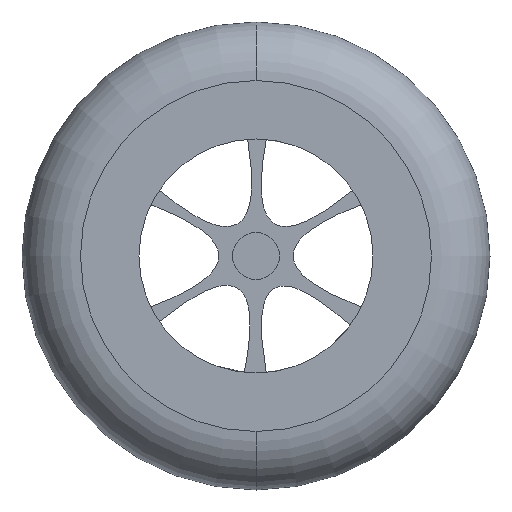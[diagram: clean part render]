
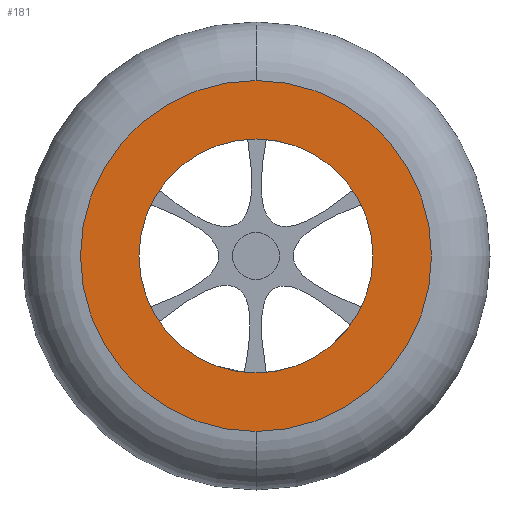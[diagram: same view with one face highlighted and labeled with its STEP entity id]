
A CAD part, front view. The second image highlights one B-rep face of the part: STEP entity #181.
In plain terms, the highlighted planar face has unit normal (0, -1, 0).
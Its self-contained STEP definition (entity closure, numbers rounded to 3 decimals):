
#4 = VERTEX_POINT ( 'NONE', #213 ) ;
#8 = AXIS2_PLACEMENT_3D ( 'NONE', #15, #21, #640 ) ;
#15 = CARTESIAN_POINT ( 'NONE',  ( 0., -5., 0. ) ) ;
#21 = DIRECTION ( 'NONE',  ( 0., 1., 0. ) ) ;
#24 = ORIENTED_EDGE ( 'NONE', *, *, #762, .F. ) ;
#36 = VERTEX_POINT ( 'NONE', #909 ) ;
#38 = DIRECTION ( 'NONE',  ( 0., 1., 0. ) ) ;
#56 = DIRECTION ( 'NONE',  ( 0., 0., 1. ) ) ;
#71 = CARTESIAN_POINT ( 'NONE',  ( 0., -5., -15. ) ) ;
#181 = ADVANCED_FACE ( 'NONE', ( #934, #527 ), #465, .T. ) ;
#197 = EDGE_LOOP ( 'NONE', ( #215, #850 ) ) ;
#213 = CARTESIAN_POINT ( 'NONE',  ( 0., -5., 15. ) ) ;
#215 = ORIENTED_EDGE ( 'NONE', *, *, #789, .T. ) ;
#273 = EDGE_CURVE ( 'NONE', #915, #4, #965, .T. ) ;
#356 = VERTEX_POINT ( 'NONE', #595 ) ;
#384 = CIRCLE ( 'NONE', #542, 10. ) ;
#418 = EDGE_LOOP ( 'NONE', ( #761, #24 ) ) ;
#465 = PLANE ( 'NONE',  #1001 ) ;
#500 = CARTESIAN_POINT ( 'NONE',  ( 0., -5., 0. ) ) ;
#513 = AXIS2_PLACEMENT_3D ( 'NONE', #758, #743, #591 ) ;
#527 = FACE_OUTER_BOUND ( 'NONE', #418, .T. ) ;
#542 = AXIS2_PLACEMENT_3D ( 'NONE', #500, #990, #56 ) ;
#591 = DIRECTION ( 'NONE',  ( 0., 0., 1. ) ) ;
#595 = CARTESIAN_POINT ( 'NONE',  ( 0., -5., 10. ) ) ;
#640 = DIRECTION ( 'NONE',  ( 0., 0., 1. ) ) ;
#644 = DIRECTION ( 'NONE',  ( 0., 0., 1. ) ) ;
#668 = DIRECTION ( 'NONE',  ( 0., 0., 1. ) ) ;
#705 = CIRCLE ( 'NONE', #513, 15. ) ;
#743 = DIRECTION ( 'NONE',  ( 0., 1., 0. ) ) ;
#747 = CARTESIAN_POINT ( 'NONE',  ( 0., -5., 0. ) ) ;
#758 = CARTESIAN_POINT ( 'NONE',  ( 0., -5., 0. ) ) ;
#761 = ORIENTED_EDGE ( 'NONE', *, *, #273, .F. ) ;
#762 = EDGE_CURVE ( 'NONE', #4, #915, #705, .T. ) ;
#789 = EDGE_CURVE ( 'NONE', #356, #36, #1012, .T. ) ;
#839 = CARTESIAN_POINT ( 'NONE',  ( 0., -5., 0. ) ) ;
#850 = ORIENTED_EDGE ( 'NONE', *, *, #863, .T. ) ;
#855 = AXIS2_PLACEMENT_3D ( 'NONE', #747, #38, #668 ) ;
#863 = EDGE_CURVE ( 'NONE', #36, #356, #384, .T. ) ;
#909 = CARTESIAN_POINT ( 'NONE',  ( 0., -5., -10. ) ) ;
#915 = VERTEX_POINT ( 'NONE', #71 ) ;
#934 = FACE_BOUND ( 'NONE', #197, .T. ) ;
#955 = DIRECTION ( 'NONE',  ( 0., -1., 0. ) ) ;
#965 = CIRCLE ( 'NONE', #8, 15. ) ;
#990 = DIRECTION ( 'NONE',  ( 0., 1., 0. ) ) ;
#1001 = AXIS2_PLACEMENT_3D ( 'NONE', #839, #955, #644 ) ;
#1012 = CIRCLE ( 'NONE', #855, 10. ) ;
